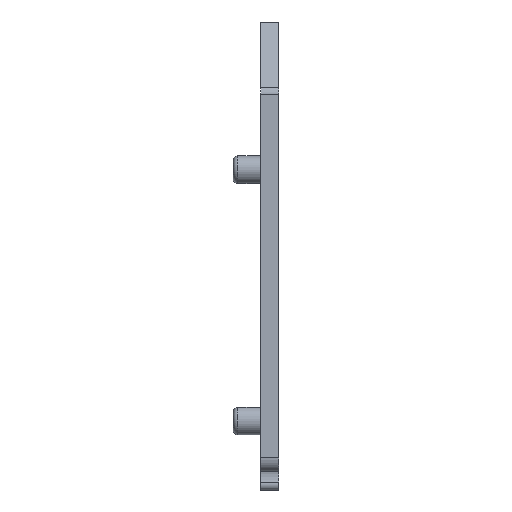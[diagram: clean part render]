
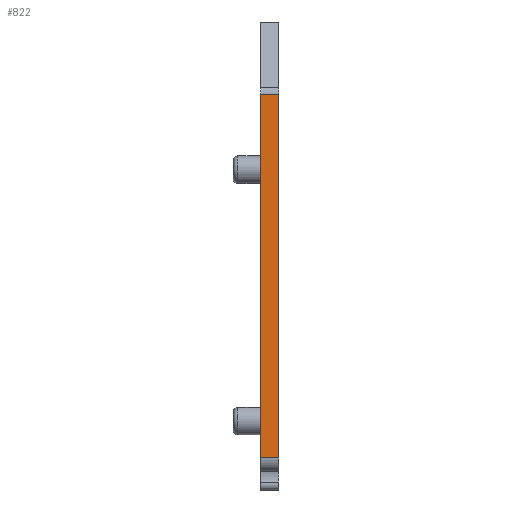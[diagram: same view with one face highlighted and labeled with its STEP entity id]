
A CAD part, front view. The second image highlights one B-rep face of the part: STEP entity #822.
In plain terms, the highlighted planar face has unit normal (0, -1, 0).
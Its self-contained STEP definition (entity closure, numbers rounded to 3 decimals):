
#802=AXIS2_PLACEMENT_3D('Plane Axis2P3D',#799,#800,#801) ;
#398=CARTESIAN_POINT('Vertex',(3.,0.,3.5)) ;
#401=CARTESIAN_POINT('Line Origine',(3.,0.,23.287)) ;
#405=CARTESIAN_POINT('Vertex',(3.,0.,43.073)) ;
#779=CARTESIAN_POINT('Line Origine',(10.781,0.,43.073)) ;
#783=CARTESIAN_POINT('Vertex',(5.,0.,43.073)) ;
#799=CARTESIAN_POINT('Axis2P3D Location',(5.,0.,4.25)) ;
#804=CARTESIAN_POINT('Line Origine',(4.,0.,3.5)) ;
#808=CARTESIAN_POINT('Vertex',(5.,0.,3.5)) ;
#811=CARTESIAN_POINT('Line Origine',(5.,0.,23.287)) ;
#402=DIRECTION('Vector Direction',(0.,0.,1.)) ;
#780=DIRECTION('Vector Direction',(-1.,0.,0.)) ;
#800=DIRECTION('Axis2P3D Direction',(0.,-1.,0.)) ;
#801=DIRECTION('Axis2P3D XDirection',(0.,0.,-1.)) ;
#805=DIRECTION('Vector Direction',(-1.,0.,0.)) ;
#812=DIRECTION('Vector Direction',(0.,0.,1.)) ;
#403=VECTOR('Line Direction',#402,1.) ;
#781=VECTOR('Line Direction',#780,1.) ;
#806=VECTOR('Line Direction',#805,1.) ;
#813=VECTOR('Line Direction',#812,1.) ;
#817=ORIENTED_EDGE('',*,*,#785,.T.) ;
#818=ORIENTED_EDGE('',*,*,#407,.F.) ;
#819=ORIENTED_EDGE('',*,*,#810,.F.) ;
#820=ORIENTED_EDGE('',*,*,#815,.T.) ;
#822=ADVANCED_FACE('MANIFOLD_SOLID_BREP #9709',(#821),#803,.T.) ;
#407=EDGE_CURVE('',#399,#406,#404,.T.) ;
#785=EDGE_CURVE('',#784,#406,#782,.T.) ;
#810=EDGE_CURVE('',#809,#399,#807,.T.) ;
#815=EDGE_CURVE('',#809,#784,#814,.T.) ;
#816=EDGE_LOOP('',(#817,#818,#819,#820)) ;
#821=FACE_OUTER_BOUND('',#816,.T.) ;
#404=LINE('Line',#401,#403) ;
#782=LINE('Line',#779,#781) ;
#807=LINE('Line',#804,#806) ;
#814=LINE('Line',#811,#813) ;
#803=PLANE('',#802) ;
#399=VERTEX_POINT('',#398) ;
#406=VERTEX_POINT('',#405) ;
#784=VERTEX_POINT('',#783) ;
#809=VERTEX_POINT('',#808) ;
